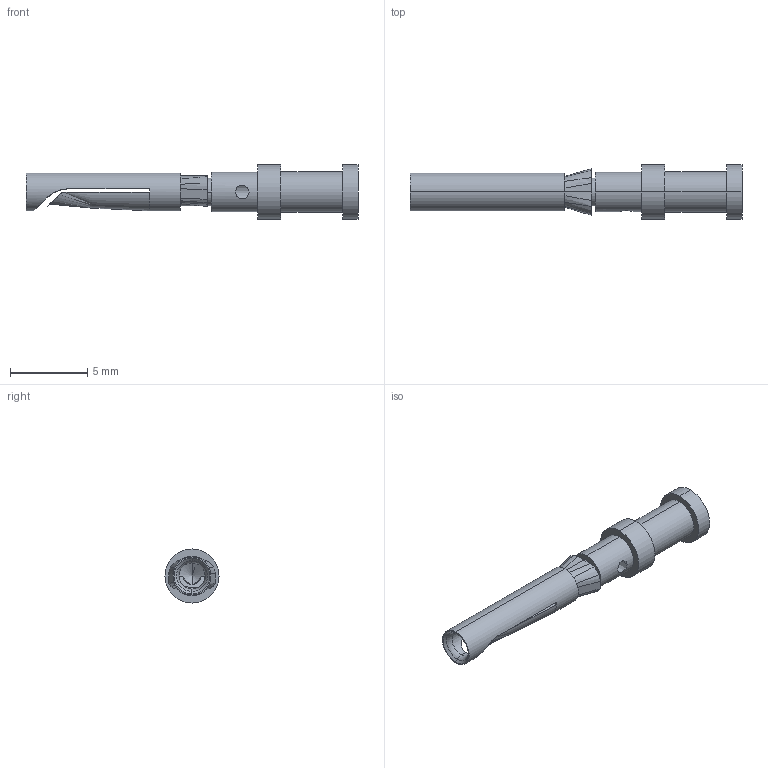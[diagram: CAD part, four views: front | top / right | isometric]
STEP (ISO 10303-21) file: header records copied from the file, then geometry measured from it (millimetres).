
FILE_DESCRIPTION((''),'2;1');
FILE_NAME('ZCMSF-0_5','2017-03-30T',('tl.yang'),(''),'PRO/ENGINEER BY PARAMETRIC TECHNOLOGY CORPORATION, 2011500','PRO/ENGINEER BY PARAMETRIC TECHNOLOGY CORPORATION, 2011500','');
FILE_SCHEMA(('CONFIG_CONTROL_DESIGN'));
Length unit declared in the file: millimetre
Products named in the file (1): ZCMSF-0_5
Bounding box: 21.5 x 3.5 x 3.5 mm (x, y, z)
Volume: 75.2 mm3; surface area: 303.6 mm2
Topology: 1 solids, 1 shells, 98 faces, 251 edges, 156 vertices
Faces by surface type: bspline 44, cylinder 21, plane 21, cone 8, torus 4
Entity records: 4764 total; most frequent: CARTESIAN_POINT 2699, ORIENTED_EDGE 494, DIRECTION 287, EDGE_CURVE 247, VERTEX_POINT 156, B_SPLINE_CURVE_WITH_KNOTS 123, AXIS2_PLACEMENT_3D 109, EDGE_LOOP 107
